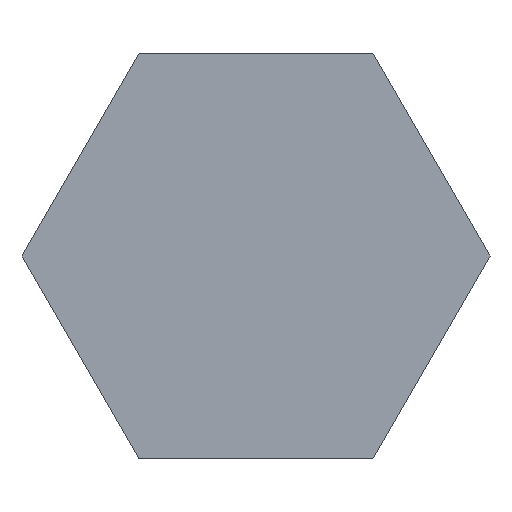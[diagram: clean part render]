
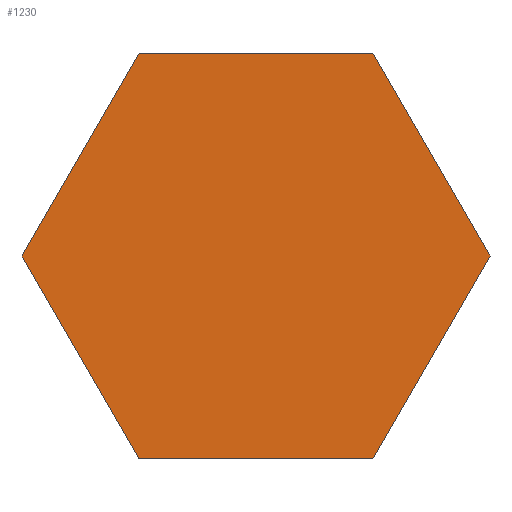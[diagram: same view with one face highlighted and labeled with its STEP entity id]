
A CAD part, front view. The second image highlights one B-rep face of the part: STEP entity #1230.
In plain terms, the highlighted planar face has unit normal (0, -1, 0).
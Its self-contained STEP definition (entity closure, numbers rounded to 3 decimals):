
#15 = DIRECTION ( 'NONE',  ( 0., 0., 1. ) ) ;
#55 = CARTESIAN_POINT ( 'NONE',  ( -3.32, 0., -5.75 ) ) ;
#68 = DIRECTION ( 'NONE',  ( 0.5, 0., 0.866 ) ) ;
#69 = DIRECTION ( 'NONE',  ( 1., 0., 0. ) ) ;
#123 = VERTEX_POINT ( 'NONE', #285 ) ;
#156 = FACE_OUTER_BOUND ( 'NONE', #1412, .T. ) ;
#163 = ORIENTED_EDGE ( 'NONE', *, *, #337, .F. ) ;
#236 = VERTEX_POINT ( 'NONE', #549 ) ;
#262 = VECTOR ( 'NONE', #839, 1000. ) ;
#285 = CARTESIAN_POINT ( 'NONE',  ( 3.32, 0., 5.75 ) ) ;
#289 = CARTESIAN_POINT ( 'NONE',  ( 6.64, 0., 0. ) ) ;
#326 = VECTOR ( 'NONE', #1197, 1000. ) ;
#336 = ORIENTED_EDGE ( 'NONE', *, *, #1844, .F. ) ;
#337 = EDGE_CURVE ( 'NONE', #1028, #123, #1508, .T. ) ;
#360 = VECTOR ( 'NONE', #69, 1000. ) ;
#432 = CARTESIAN_POINT ( 'NONE',  ( 3.32, 0., -5.75 ) ) ;
#500 = CARTESIAN_POINT ( 'NONE',  ( 6.64, 0., 0. ) ) ;
#512 = ORIENTED_EDGE ( 'NONE', *, *, #1891, .F. ) ;
#549 = CARTESIAN_POINT ( 'NONE',  ( -6.64, 0., 0. ) ) ;
#605 = AXIS2_PLACEMENT_3D ( 'NONE', #1299, #1331, #15 ) ;
#609 = LINE ( 'NONE', #432, #326 ) ;
#674 = LINE ( 'NONE', #289, #880 ) ;
#704 = CARTESIAN_POINT ( 'NONE',  ( -3.32, 0., -5.75 ) ) ;
#747 = VERTEX_POINT ( 'NONE', #500 ) ;
#795 = CARTESIAN_POINT ( 'NONE',  ( -3.32, 0., 5.75 ) ) ;
#801 = CARTESIAN_POINT ( 'NONE',  ( -6.64, 0., 0. ) ) ;
#839 = DIRECTION ( 'NONE',  ( 0.5, 0., -0.866 ) ) ;
#871 = EDGE_CURVE ( 'NONE', #123, #747, #1116, .T. ) ;
#880 = VECTOR ( 'NONE', #1167, 1000. ) ;
#900 = VERTEX_POINT ( 'NONE', #704 ) ;
#927 = EDGE_CURVE ( 'NONE', #747, #1122, #674, .T. ) ;
#929 = EDGE_CURVE ( 'NONE', #1122, #900, #609, .T. ) ;
#947 = ORIENTED_EDGE ( 'NONE', *, *, #927, .F. ) ;
#1028 = VERTEX_POINT ( 'NONE', #1383 ) ;
#1059 = VECTOR ( 'NONE', #68, 1000. ) ;
#1116 = LINE ( 'NONE', #1690, #262 ) ;
#1122 = VERTEX_POINT ( 'NONE', #1745 ) ;
#1167 = DIRECTION ( 'NONE',  ( -0.5, 0., -0.866 ) ) ;
#1183 = PLANE ( 'NONE',  #605 ) ;
#1197 = DIRECTION ( 'NONE',  ( -1., 0., 0. ) ) ;
#1215 = LINE ( 'NONE', #55, #1307 ) ;
#1230 = ADVANCED_FACE ( 'NONE', ( #156 ), #1183, .F. ) ;
#1299 = CARTESIAN_POINT ( 'NONE',  ( 0., 0., 0. ) ) ;
#1307 = VECTOR ( 'NONE', #1527, 1000. ) ;
#1331 = DIRECTION ( 'NONE',  ( 0., 1., 0. ) ) ;
#1383 = CARTESIAN_POINT ( 'NONE',  ( -3.32, 0., 5.75 ) ) ;
#1412 = EDGE_LOOP ( 'NONE', ( #1679, #947, #1540, #163, #336, #512 ) ) ;
#1508 = LINE ( 'NONE', #795, #360 ) ;
#1527 = DIRECTION ( 'NONE',  ( -0.5, 0., 0.866 ) ) ;
#1540 = ORIENTED_EDGE ( 'NONE', *, *, #871, .F. ) ;
#1679 = ORIENTED_EDGE ( 'NONE', *, *, #929, .F. ) ;
#1690 = CARTESIAN_POINT ( 'NONE',  ( 3.32, 0., 5.75 ) ) ;
#1745 = CARTESIAN_POINT ( 'NONE',  ( 3.32, 0., -5.75 ) ) ;
#1807 = LINE ( 'NONE', #801, #1059 ) ;
#1844 = EDGE_CURVE ( 'NONE', #236, #1028, #1807, .T. ) ;
#1891 = EDGE_CURVE ( 'NONE', #900, #236, #1215, .T. ) ;
